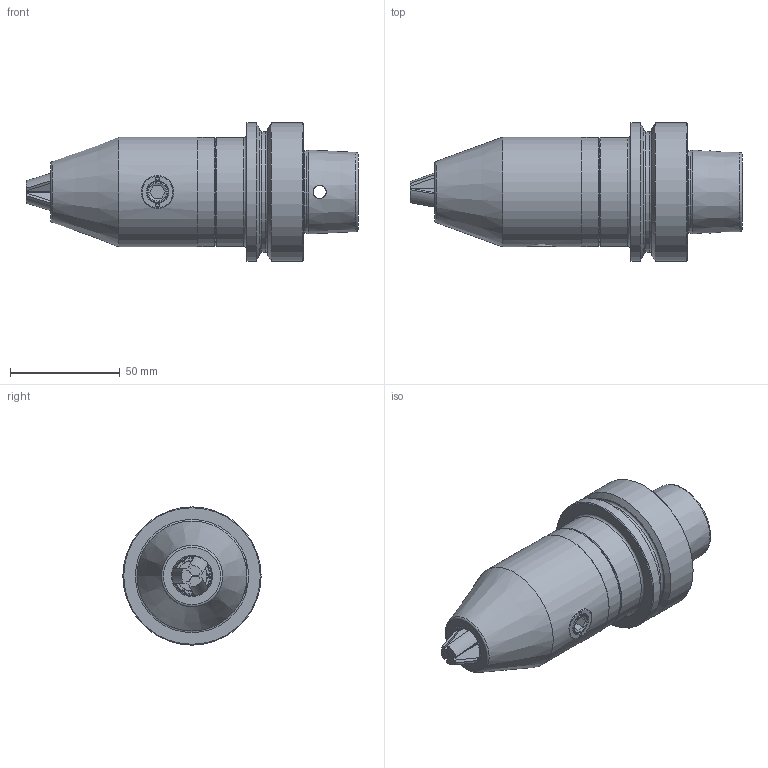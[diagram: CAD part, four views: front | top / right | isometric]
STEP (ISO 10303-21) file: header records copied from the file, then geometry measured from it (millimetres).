
FILE_DESCRIPTION(/* description */ (''),/* implementation_level */ '2;1');
FILE_NAME(/* name */ 'F63.15.16_Detail.stp',/* time_stamp */ '2023-03-28T09:24:07+02:00',/* author */ ('cad'),/* organization */ (''),/* preprocessor_version */ 'ST-DEVELOPER v18.1',/* originating_system */ 'Autodesk Inventor 2021',/* authorisation */ '');
FILE_SCHEMA (('AUTOMOTIVE_DESIGN { 1 0 10303 214 3 1 1 }'));
Length unit declared in the file: millimetre
Products named in the file (12): F63.15.16 ; 1331503C--; 1331503-01F; 1331502-0200E; 1331503-03B; 1331402-04D; 1331402-05B; 1331402-06F; 1331402-08B; 1332401-103A; SB01-8001; 63_13_13_K
Assembly tree (13 placements, depth 3):
  F63.15.16 
    1331503C--
      1331503-01F
      1331502-0200E
      1331503-03B
      1331402-04D
      1331402-05B
      1331402-06F
      1331402-08B
      1332401-103A  x3
      SB01-8001
    63_13_13_K
Bounding box: 151.34 x 63 x 63 mm (x, y, z)
Volume: 205774.6 mm3; surface area: 74690.5 mm2
Topology: 12 solids, 12 shells, 700 faces, 2056 edges, 1389 vertices
Faces by surface type: plane 254, cylinder 230, cone 162, torus 46, bspline 8
Full cylindrical faces by diameter (mm): 1.5 x2, 2 x6, 3 x2, 5 x2, 6 x2, 8 x2, 9.2 x2, 9.8 x2, 10.7 x1, 11.3 x1, 12 x1, 12.1 x1, 14 x2, 14.05 x1, 14.1 x1, 15 x1, 19.4 x1, 19.9 x2, 20 x2, 20.5 x1, 21.4 x1, 21.9 x1, 22.1 x1, 26 x2, 32 x1, 33.5 x1, 34.1 x1, 36 x1, 36.2 x1, 37.6 x1
Entity records: 29771 total; most frequent: CARTESIAN_POINT 11983, ORIENTED_EDGE 3868, DIRECTION 3582, EDGE_CURVE 1934, AXIS2_PLACEMENT_3D 1525, VERTEX_POINT 1319, EDGE_LOOP 717, FACE_OUTER_BOUND 656
